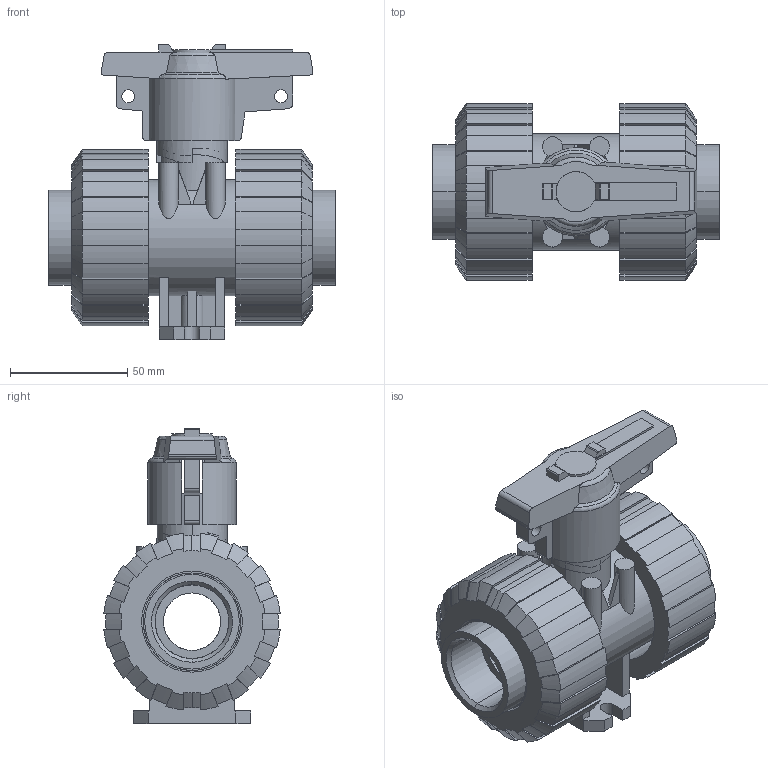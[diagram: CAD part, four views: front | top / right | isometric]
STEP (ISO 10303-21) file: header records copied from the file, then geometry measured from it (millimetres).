
FILE_DESCRIPTION(('STEP AP214'),'1');
FILE_NAME('cctmp_B093E0D1-DA79-46D0-BA76-5C57B02A75DA_2021_10_20_14_44_02_0013..stp','2021-10-20T12:44:02',('Praher Valves GmbH'),('CADClick - www.CADClick.com'),'Spatial InterOp 3D',' ','unknown authorization');
FILE_SCHEMA(('AUTOMOTIVE_DESIGN'));
Length unit declared in the file: millimetre
Products named in the file (7): cc_unnamed; 210292_5; 210292_4; 210292_3; 210292_2; 210292_1; 210292
Assembly tree (6 placements, depth 2):
  cc_unnamed
    210292_5
    210292_4
    210292_3
    210292_2
    210292_1
    210292
Bounding box: 122 x 75.17 x 125.93 mm (x, y, z)
Volume: 354474.6 mm3; surface area: 101280.5 mm2
Topology: 6 solids, 6 shells, 456 faces, 1294 edges, 858 vertices
Faces by surface type: plane 220, cylinder 122, cone 80, bspline 28, torus 6
Entity records: 19883 total; most frequent: CARTESIAN_POINT 4472, ORIENTED_EDGE 2588, DIRECTION 2318, EDGE_CURVE 1294, VERTEX_POINT 858, AXIS2_PLACEMENT_3D 827, LINE 664, VECTOR 664
